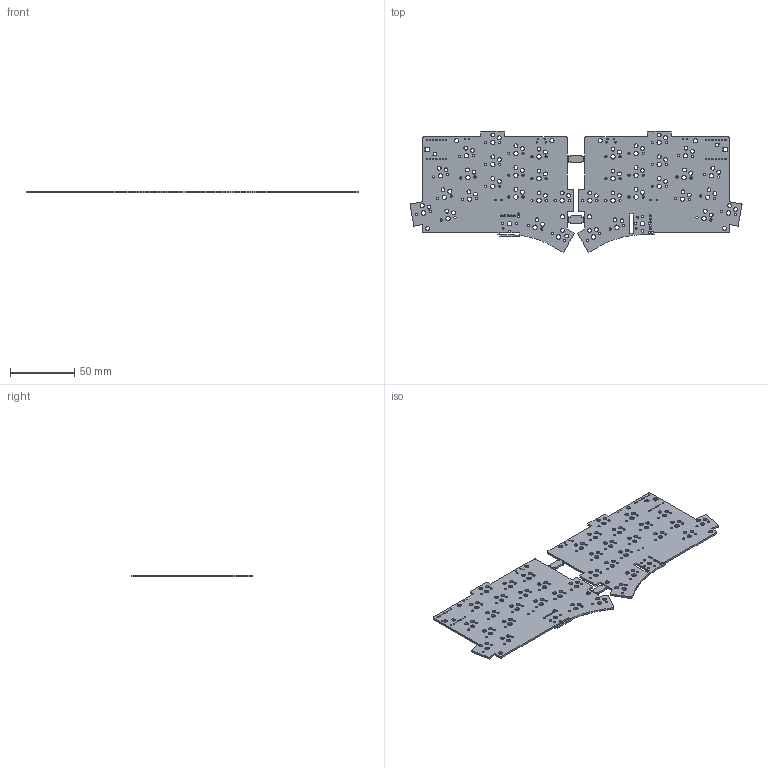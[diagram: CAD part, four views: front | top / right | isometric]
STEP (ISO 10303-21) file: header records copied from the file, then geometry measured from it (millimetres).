
FILE_DESCRIPTION(('KiCad electronic assembly'),'2;1');
FILE_NAME('totem_0_2.step','2025-06-09T14:28:09',('Pcbnew'),('Kicad'), 'Open CASCADE STEP processor 7.8','KiCad to STEP converter','Unknown' );
FILE_SCHEMA(('AUTOMOTIVE_DESIGN { 1 0 10303 214 1 1 1 1 }'));
Length unit declared in the file: millimetre
Products named in the file (3): totem_0_2 1; Totem_rollin_PCB_1; Totem_rollin_PCB_2
Assembly tree (2 placements, depth 2):
  totem_0_2 1
    Totem_rollin_PCB_1
    Totem_rollin_PCB_2
Bounding box: 258.7 x 94.35 x 1.51 mm (x, y, z)
Volume: 25724.3 mm3; surface area: 38526.8 mm2
Topology: 2 solids, 2 shells, 664 faces, 1980 edges, 1320 vertices
Faces by surface type: cylinder 337, plane 327
Full cylindrical faces by diameter (mm): 0.5 x24, 0.7 x4, 1 x32, 1.25 x4, 1.3 x4, 1.5 x16, 1.702 x79, 3 x76, 3.2 x8, 3.429 x40
Entity records: 23743 total; most frequent: DIRECTION 3988, CARTESIAN_POINT 3967, ORIENTED_EDGE 3960, EDGE_CURVE 1980, AXIS2_PLACEMENT_3D 1341, VERTEX_POINT 1320, LINE 1306, VECTOR 1306
